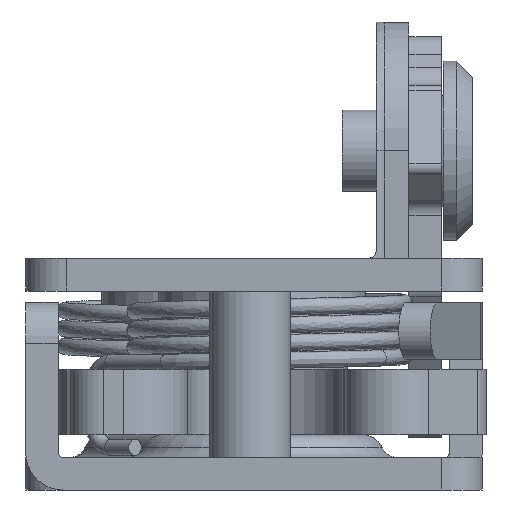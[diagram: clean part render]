
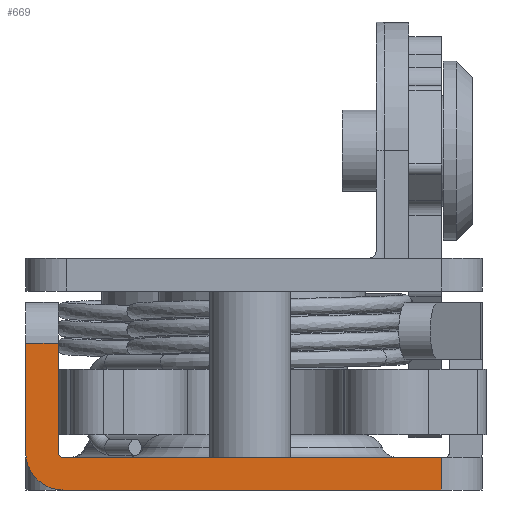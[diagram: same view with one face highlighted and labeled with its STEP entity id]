
A CAD part, left-side view. The second image highlights one B-rep face of the part: STEP entity #669.
In plain terms, the highlighted planar face has unit normal (-1, 0, 0).
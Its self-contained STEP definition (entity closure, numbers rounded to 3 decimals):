
#669=ADVANCED_FACE('',(#1013),#1014,.T.);
#1013=FACE_OUTER_BOUND('',#1610,.T.);
#1014=PLANE('',#1611);
#1610=EDGE_LOOP('',(#3706,#3707,#3708,#3709,#3710,#3711,#3712,#3713));
#1611=AXIS2_PLACEMENT_3D('',#3714,#3715,#3716);
#3706=ORIENTED_EDGE('',*,*,#5322,.T.);
#3707=ORIENTED_EDGE('',*,*,#5346,.T.);
#3708=ORIENTED_EDGE('',*,*,#5316,.F.);
#3709=ORIENTED_EDGE('',*,*,#5327,.T.);
#3710=ORIENTED_EDGE('',*,*,#5285,.T.);
#3711=ORIENTED_EDGE('',*,*,#5350,.T.);
#3712=ORIENTED_EDGE('',*,*,#5238,.F.);
#3713=ORIENTED_EDGE('',*,*,#5329,.F.);
#3714=CARTESIAN_POINT('',(-41.688,23.027,-5.75));
#3715=DIRECTION('',(-1.0,0.0,0.0));
#3716=DIRECTION('',(0.0,-1.0,0.0));
#5238=EDGE_CURVE('',#5885,#5887,#5888,.F.);
#5285=EDGE_CURVE('',#5981,#5979,#5982,.T.);
#5316=EDGE_CURVE('',#6034,#6036,#6037,.T.);
#5322=EDGE_CURVE('',#6048,#6046,#6049,.T.);
#5327=EDGE_CURVE('',#6034,#5981,#6054,.T.);
#5329=EDGE_CURVE('',#6048,#5885,#6056,.T.);
#5346=EDGE_CURVE('',#6046,#6036,#6075,.T.);
#5350=EDGE_CURVE('',#5979,#5887,#6079,.T.);
#5885=VERTEX_POINT('',#6963);
#5887=VERTEX_POINT('',#6966);
#5888=LINE('',#6967,#6968);
#5979=VERTEX_POINT('',#7082);
#5981=VERTEX_POINT('',#7084);
#5982=LINE('',#7085,#7086);
#6034=VERTEX_POINT('',#7160);
#6036=VERTEX_POINT('',#7163);
#6037=LINE('',#7164,#7165);
#6046=VERTEX_POINT('',#7176);
#6048=VERTEX_POINT('',#7178);
#6049=LINE('',#7179,#7180);
#6054=CIRCLE('',#7188,2.3);
#6056=CIRCLE('',#7190,0.3);
#6075=LINE('',#7223,#7224);
#6079=LINE('',#7231,#7232);
#6963=CARTESIAN_POINT('',(-41.688,20.727,-3.75));
#6966=CARTESIAN_POINT('',(-41.688,-2.473,-3.75));
#6967=CARTESIAN_POINT('',(-41.688,16.527,-3.75));
#6968=VECTOR('',#8601,1.0);
#7082=CARTESIAN_POINT('',(-41.688,-2.473,-5.75));
#7084=CARTESIAN_POINT('',(-41.688,20.727,-5.75));
#7085=CARTESIAN_POINT('',(-41.688,23.027,-5.75));
#7086=VECTOR('',#8694,1.0);
#7160=CARTESIAN_POINT('',(-41.688,23.027,-3.45));
#7163=CARTESIAN_POINT('',(-41.688,23.027,3.25));
#7164=CARTESIAN_POINT('',(-41.688,23.027,-5.75));
#7165=VECTOR('',#8739,1.0);
#7176=CARTESIAN_POINT('',(-41.688,21.027,3.25));
#7178=CARTESIAN_POINT('',(-41.688,21.027,-3.45));
#7179=CARTESIAN_POINT('',(-41.688,21.027,-5.75));
#7180=VECTOR('',#8751,1.0);
#7188=AXIS2_PLACEMENT_3D('',#8758,#8759,#8760);
#7190=AXIS2_PLACEMENT_3D('',#8764,#8765,#8766);
#7223=CARTESIAN_POINT('',(-41.688,23.027,3.25));
#7224=VECTOR('',#8787,1.0);
#7231=CARTESIAN_POINT('',(-41.688,-2.473,-5.75));
#7232=VECTOR('',#8791,1.0);
#8601=DIRECTION('',(0.0,1.0,0.0));
#8694=DIRECTION('',(0.0,-1.0,0.0));
#8739=DIRECTION('',(0.,0.,1.0));
#8751=DIRECTION('',(0.,0.,1.0));
#8758=CARTESIAN_POINT('',(-41.688,20.727,-3.45));
#8759=DIRECTION('',(-1.0,0.0,0.));
#8760=DIRECTION('',(0.,0.0,1.0));
#8764=CARTESIAN_POINT('',(-41.688,20.727,-3.45));
#8765=DIRECTION('',(-1.0,0.,0.0));
#8766=DIRECTION('',(0.,-1.0,0.0));
#8787=DIRECTION('',(0.0,1.0,0.));
#8791=DIRECTION('',(0.0,0.0,1.0));
